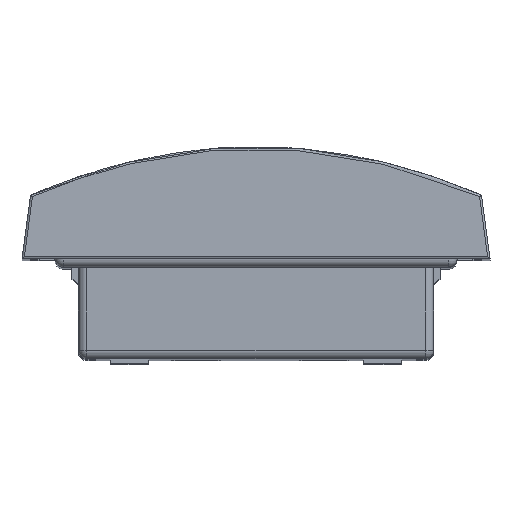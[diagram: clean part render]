
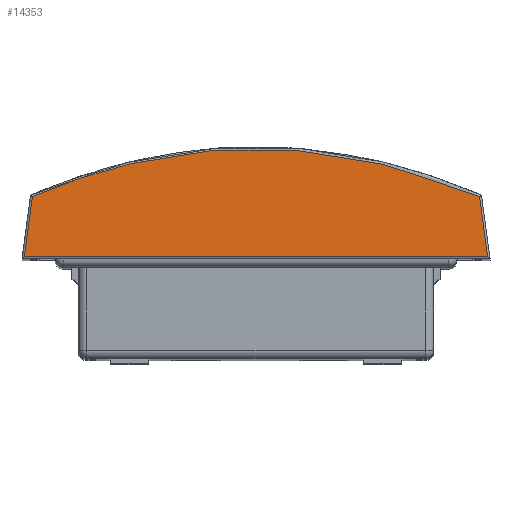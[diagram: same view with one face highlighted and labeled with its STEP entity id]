
A CAD part, top view. The second image highlights one B-rep face of the part: STEP entity #14353.
In plain terms, the highlighted planar face has unit normal (0, 0.028, 1).
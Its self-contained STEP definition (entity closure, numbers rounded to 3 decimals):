
#264 = EDGE_CURVE ( 'NONE', #16887, #18717, #5907, .T. ) ;
#552 = CARTESIAN_POINT ( 'NONE',  ( -48.37, 29.2, 124.782 ) ) ;
#622 = CARTESIAN_POINT ( 'NONE',  ( 1.316, 38.65, 124.514 ) ) ;
#655 = DIRECTION ( 'NONE',  ( -0.132, -0.991, 0.028 ) ) ;
#754 = CARTESIAN_POINT ( 'NONE',  ( 44.154, 30.736, 124.739 ) ) ;
#827 = CARTESIAN_POINT ( 'NONE',  ( -52.542, 27.417, 124.833 ) ) ;
#862 = EDGE_CURVE ( 'NONE', #9516, #16887, #12045, .T. ) ;
#1864 = VECTOR ( 'NONE', #9444, 1000. ) ;
#2097 = EDGE_CURVE ( 'NONE', #18717, #13065, #14127, .T. ) ;
#2133 = CARTESIAN_POINT ( 'NONE',  ( -31.146, 34.722, 124.625 ) ) ;
#2258 = CARTESIAN_POINT ( 'NONE',  ( 4.721, 38.566, 124.516 ) ) ;
#2325 = CARTESIAN_POINT ( 'NONE',  ( 11.498, 38.134, 124.529 ) ) ;
#3537 = CARTESIAN_POINT ( 'NONE',  ( 52.594, 27.056, 124.843 ) ) ;
#3587 = CARTESIAN_POINT ( 'NONE',  ( -37.684, 32.89, 124.678 ) ) ;
#3652 = CARTESIAN_POINT ( 'NONE',  ( 31.336, 34.733, 124.625 ) ) ;
#3726 = CARTESIAN_POINT ( 'NONE',  ( -52.542, 27.417, 124.833 ) ) ;
#4548 = CARTESIAN_POINT ( 'NONE',  ( 50.463, 28.307, 124.808 ) ) ;
#5907 = LINE ( 'NONE', #6895, #16953 ) ;
#6813 = CARTESIAN_POINT ( 'NONE',  ( -8.902, 38.664, 124.513 ) ) ;
#6895 = CARTESIAN_POINT ( 'NONE',  ( -54.506, 12.684, 125.252 ) ) ;
#7398 = ORIENTED_EDGE ( 'NONE', *, *, #264, .T. ) ;
#7568 = EDGE_CURVE ( 'NONE', #13065, #9516, #9183, .T. ) ;
#8011 = FACE_OUTER_BOUND ( 'NONE', #13258, .T. ) ;
#8056 = CARTESIAN_POINT ( 'NONE',  ( -35.516, 33.537, 124.659 ) ) ;
#8111 = CARTESIAN_POINT ( 'NONE',  ( -17.869, 37.671, 124.542 ) ) ;
#8811 = CARTESIAN_POINT ( 'NONE',  ( 54.429, 13.264, 125.235 ) ) ;
#9183 = LINE ( 'NONE', #3537, #1864 ) ;
#9444 = DIRECTION ( 'NONE',  ( -0.132, 0.991, -0.028 ) ) ;
#9516 = VERTEX_POINT ( 'NONE', #17435 ) ;
#9697 = CARTESIAN_POINT ( 'NONE',  ( 42.036, 31.479, 124.718 ) ) ;
#9840 = CARTESIAN_POINT ( 'NONE',  ( 2.451, 38.632, 124.514 ) ) ;
#10590 = CARTESIAN_POINT ( 'NONE',  ( 48.368, 29.15, 124.784 ) ) ;
#10702 = ORIENTED_EDGE ( 'NONE', *, *, #7568, .T. ) ;
#11150 = CARTESIAN_POINT ( 'NONE',  ( 18.201, 37.385, 124.55 ) ) ;
#11189 = CARTESIAN_POINT ( 'NONE',  ( -55., 12.75, 125.25 ) ) ;
#11289 = CARTESIAN_POINT ( 'NONE',  ( 22.614, 36.648, 124.571 ) ) ;
#11896 = AXIS2_PLACEMENT_3D ( 'NONE', #11189, #17359, #17285 ) ;
#12045 = B_SPLINE_CURVE_WITH_KNOTS ( 'NONE', 3,
 ( #15533, #4548, #10590, #754, #9697, #18771, #3652, #11289, #11150, #2325, #12603, #17321, #2258, #9840, #622, #6813, #8111, #15758, #2133, #8056, #3587, #14321, #552, #3726 ),
 .UNSPECIFIED., .F., .F.,
 ( 4, 2, 2, 2, 2, 2, 2, 2, 2, 2, 2, 4 ),
 ( 0., 0.007, 0.014, 0.027, 0.041, 0.048, 0.051, 0.054, 0.082, 0.088, 0.095, 0.109 ),
 .UNSPECIFIED. ) ;
#12171 = ORIENTED_EDGE ( 'NONE', *, *, #862, .T. ) ;
#12603 = CARTESIAN_POINT ( 'NONE',  ( 9.25, 38.324, 124.523 ) ) ;
#12839 = PLANE ( 'NONE',  #11896 ) ;
#13065 = VERTEX_POINT ( 'NONE', #8811 ) ;
#13258 = EDGE_LOOP ( 'NONE', ( #15252, #10702, #12171, #7398 ) ) ;
#14127 = LINE ( 'NONE', #15483, #18569 ) ;
#14321 = CARTESIAN_POINT ( 'NONE',  ( -44.136, 30.799, 124.737 ) ) ;
#14353 = ADVANCED_FACE ( 'NONE', ( #8011 ), #12839, .F. ) ;
#15252 = ORIENTED_EDGE ( 'NONE', *, *, #2097, .T. ) ;
#15483 = CARTESIAN_POINT ( 'NONE',  ( -55., 13.264, 125.235 ) ) ;
#15533 = CARTESIAN_POINT ( 'NONE',  ( 52.546, 27.417, 124.833 ) ) ;
#15696 = CARTESIAN_POINT ( 'NONE',  ( -54.429, 13.264, 125.235 ) ) ;
#15758 = CARTESIAN_POINT ( 'NONE',  ( -28.939, 35.263, 124.61 ) ) ;
#16887 = VERTEX_POINT ( 'NONE', #827 ) ;
#16953 = VECTOR ( 'NONE', #655, 1000. ) ;
#17285 = DIRECTION ( 'NONE',  ( 0., 1., -0.028 ) ) ;
#17321 = CARTESIAN_POINT ( 'NONE',  ( 5.856, 38.517, 124.518 ) ) ;
#17359 = DIRECTION ( 'NONE',  ( 0., -0.028, -1. ) ) ;
#17435 = CARTESIAN_POINT ( 'NONE',  ( 52.546, 27.417, 124.833 ) ) ;
#18558 = DIRECTION ( 'NONE',  ( 1., 0., 0. ) ) ;
#18569 = VECTOR ( 'NONE', #18558, 1000. ) ;
#18717 = VERTEX_POINT ( 'NONE', #15696 ) ;
#18771 = CARTESIAN_POINT ( 'NONE',  ( 35.645, 33.555, 124.659 ) ) ;
